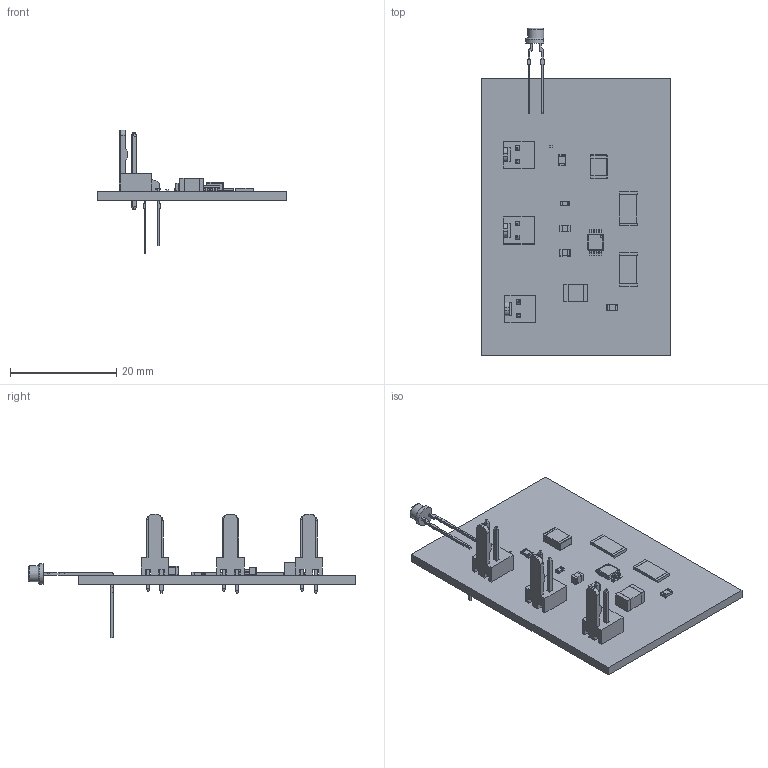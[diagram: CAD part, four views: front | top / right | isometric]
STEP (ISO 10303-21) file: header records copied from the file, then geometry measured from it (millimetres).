
FILE_DESCRIPTION(('Open CASCADE Model'),'2;1');
FILE_NAME('Open CASCADE Shape Model','2021-06-02T13:20:58',('Author'),( 'Open CASCADE'),'Open CASCADE STEP processor 6.8','Open CASCADE 6.8' ,'Unknown');
FILE_SCHEMA(('AUTOMOTIVE_DESIGN { 1 0 10303 214 1 1 1 1 }'));
Length unit declared in the file: millimetre
Products named in the file (34): PCB; Board; Open CASCADE STEP translator 6.8 2.1.1; FD1; SFH_2505_FA-Z; Vcc1; 61900211121; Open CASCADE STEP translator 6.8 2.3.1.1; Open CASCADE STEP translator 6.8 2.3.1.2; Open CASCADE STEP translator 6.8 2.3.1.3; U1; NOPB_RGB8421504; Vcc2; OUT; R5; User_Library-CR1608-0603_(1); R4; User_Library-CR2012-0805; R3; CircuitWorks-RESISTOR_2512; R2; R1; C5; C2012X7R1V105K125AE; C4; C1812C394KARACTU; C3; User_Library-CAPC4532; C2; 0201ZD103KAT2A; C1
Assembly tree (41 placements, depth 4):
  PCB
    Board
      Open CASCADE STEP translator 6.8 2.1.1
    FD1
      SFH_2505_FA-Z
    Vcc1
      61900211121
        Open CASCADE STEP translator 6.8 2.3.1.1
        Open CASCADE STEP translator 6.8 2.3.1.2
        Open CASCADE STEP translator 6.8 2.3.1.3
    U1
      NOPB_RGB8421504
    Vcc2
      61900211121
        Open CASCADE STEP translator 6.8 2.3.1.1
        Open CASCADE STEP translator 6.8 2.3.1.2
        Open CASCADE STEP translator 6.8 2.3.1.3
    OUT
      61900211121
        Open CASCADE STEP translator 6.8 2.3.1.1
        Open CASCADE STEP translator 6.8 2.3.1.2
        Open CASCADE STEP translator 6.8 2.3.1.3
    R5
      User_Library-CR1608-0603_(1)
    R4
      User_Library-CR2012-0805
      User_Library-CR2012-0805
      User_Library-CR2012-0805
      User_Library-CR2012-0805
    R3
      CircuitWorks-RESISTOR_2512
    R2
      User_Library-CR2012-0805
      User_Library-CR2012-0805
      User_Library-CR2012-0805
      User_Library-CR2012-0805
    R1
      CircuitWorks-RESISTOR_2512
    C5
      C2012X7R1V105K125AE
    C4
      C1812C394KARACTU
    C3
      User_Library-CAPC4532
    C2
      0201ZD103KAT2A
    C1
      C2012X7R1V105K125AE
Bounding box: 35.56 x 61.5 x 23.28 mm (x, y, z)
Volume: 3594 mm3; surface area: 5417.1 mm2
Topology: 50 solids, 51 shells, 850 faces, 2032 edges, 1263 vertices
Faces by surface type: plane 659, cylinder 149, sphere 40, torus 2
Full cylindrical faces by diameter (mm): 3 x1
Entity records: 19758 total; most frequent: CARTESIAN_POINT 2855, DIRECTION 2799, ORIENTED_EDGE 2688, EDGE_CURVE 1344, LINE 1097, VECTOR 1097, VERTEX_POINT 855, AXIS2_PLACEMENT_3D 851
